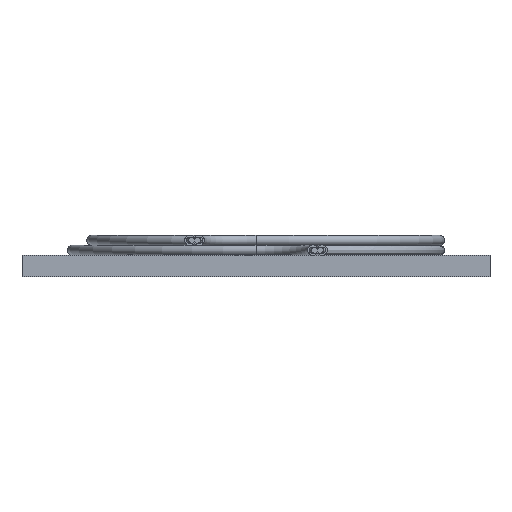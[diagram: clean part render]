
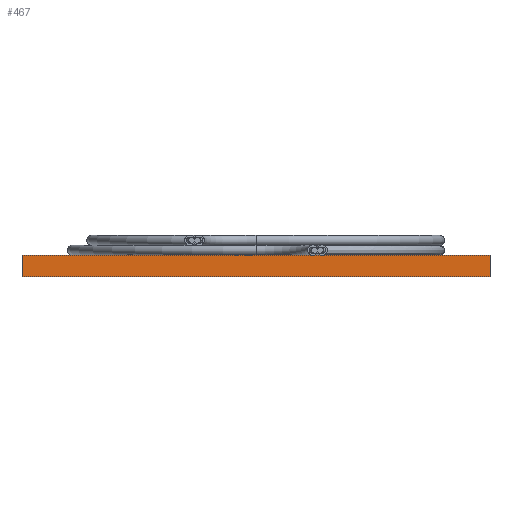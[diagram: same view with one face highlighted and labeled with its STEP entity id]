
A CAD part, front view. The second image highlights one B-rep face of the part: STEP entity #467.
In plain terms, the highlighted planar face has unit normal (0, -1, 0).
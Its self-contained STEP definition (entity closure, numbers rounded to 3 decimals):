
#467 = ADVANCED_FACE( '', ( #1055 ), #1056, .T. );
#1055 = FACE_OUTER_BOUND( '', #4013, .T. );
#1056 = PLANE( '', #4014 );
#4013 = EDGE_LOOP( '', ( #8147, #8148, #8149, #8150 ) );
#4014 = AXIS2_PLACEMENT_3D( '', #8151, #8152, #8153 );
#8147 = ORIENTED_EDGE( '', *, *, #9579, .F. );
#8148 = ORIENTED_EDGE( '', *, *, #9257, .F. );
#8149 = ORIENTED_EDGE( '', *, *, #9633, .T. );
#8150 = ORIENTED_EDGE( '', *, *, #9445, .T. );
#8151 = CARTESIAN_POINT( '', ( -26.65, -26.65, -2.5 ) );
#8152 = DIRECTION( '', ( 0., -1., 0. ) );
#8153 = DIRECTION( '', ( 0., 0., -1. ) );
#9257 = EDGE_CURVE( '', #10017, #10013, #10019, .T. );
#9445 = EDGE_CURVE( '', #10331, #10328, #10332, .T. );
#9579 = EDGE_CURVE( '', #10013, #10328, #10529, .T. );
#9633 = EDGE_CURVE( '', #10017, #10331, #10607, .T. );
#10013 = VERTEX_POINT( '', #11150 );
#10017 = VERTEX_POINT( '', #11156 );
#10019 = LINE( '', #11159, #11160 );
#10328 = VERTEX_POINT( '', #11880 );
#10331 = VERTEX_POINT( '', #11884 );
#10332 = LINE( '', #11885, #11886 );
#10529 = LINE( '', #12625, #12626 );
#10607 = LINE( '', #12875, #12876 );
#11150 = CARTESIAN_POINT( '', ( -26.65, -26.65, 0. ) );
#11156 = CARTESIAN_POINT( '', ( -26.65, -26.65, -2.5 ) );
#11159 = CARTESIAN_POINT( '', ( -26.65, -26.65, -2.5 ) );
#11160 = VECTOR( '', #13717, 1000. );
#11880 = CARTESIAN_POINT( '', ( 26.65, -26.65, 0. ) );
#11884 = CARTESIAN_POINT( '', ( 26.65, -26.65, -2.5 ) );
#11885 = CARTESIAN_POINT( '', ( 26.65, -26.65, -2.5 ) );
#11886 = VECTOR( '', #13918, 1000. );
#12625 = CARTESIAN_POINT( '', ( -26.65, -26.65, 0. ) );
#12626 = VECTOR( '', #14031, 1000. );
#12875 = CARTESIAN_POINT( '', ( -26.65, -26.65, -2.5 ) );
#12876 = VECTOR( '', #14084, 1000. );
#13717 = DIRECTION( '', ( 0., 0., 1. ) );
#13918 = DIRECTION( '', ( 0., 0., 1. ) );
#14031 = DIRECTION( '', ( 1., 0., 0. ) );
#14084 = DIRECTION( '', ( 1., 0., 0. ) );
